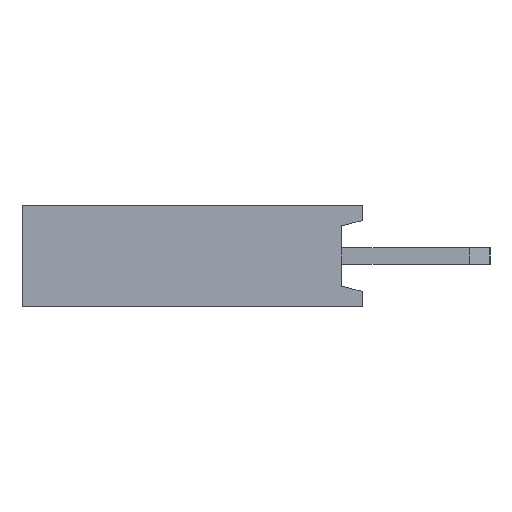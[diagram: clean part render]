
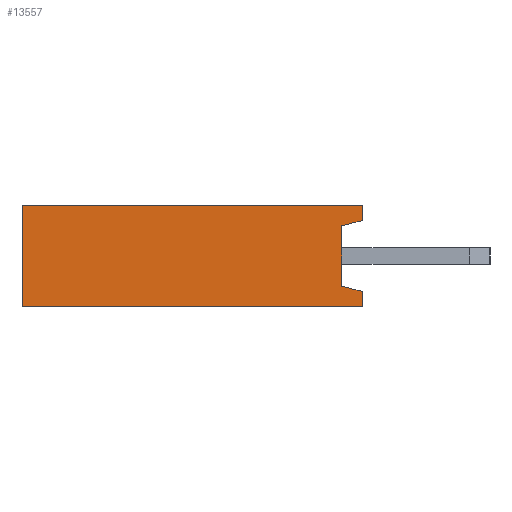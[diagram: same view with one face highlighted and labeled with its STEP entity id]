
A CAD part, left-side view. The second image highlights one B-rep face of the part: STEP entity #13557.
In plain terms, the highlighted planar face has unit normal (-1, 0, 0).
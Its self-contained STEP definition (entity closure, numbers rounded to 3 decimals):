
#159 = VERTEX_POINT ( 'NONE', #6741 ) ;
#320 = CARTESIAN_POINT ( 'NONE',  ( -30.734, 0.508, 0.753 ) ) ;
#389 = CARTESIAN_POINT ( 'NONE',  ( -30.734, 0.508, -0.753 ) ) ;
#730 = VERTEX_POINT ( 'NONE', #2238 ) ;
#871 = VECTOR ( 'NONE', #6043, 1000. ) ;
#981 = EDGE_LOOP ( 'NONE', ( #8345, #8557, #8413, #2853, #2337, #11339, #10081, #4926 ) ) ;
#1186 = EDGE_CURVE ( 'NONE', #730, #3998, #10046, .T. ) ;
#1256 = EDGE_CURVE ( 'NONE', #2360, #4509, #10981, .T. ) ;
#1360 = DIRECTION ( 'NONE',  ( 0., -1., 0. ) ) ;
#1586 = CARTESIAN_POINT ( 'NONE',  ( -30.734, 0., 1.27 ) ) ;
#1771 = VECTOR ( 'NONE', #1360, 1000. ) ;
#2238 = CARTESIAN_POINT ( 'NONE',  ( -30.734, 0., 1.27 ) ) ;
#2337 = ORIENTED_EDGE ( 'NONE', *, *, #1256, .T. ) ;
#2360 = VERTEX_POINT ( 'NONE', #3021 ) ;
#2599 = CARTESIAN_POINT ( 'NONE',  ( -30.734, 0., -1.27 ) ) ;
#2718 = CARTESIAN_POINT ( 'NONE',  ( -30.734, 0.508, 0.753 ) ) ;
#2853 = ORIENTED_EDGE ( 'NONE', *, *, #11163, .T. ) ;
#2978 = EDGE_CURVE ( 'NONE', #10827, #12101, #6727, .T. ) ;
#3021 = CARTESIAN_POINT ( 'NONE',  ( -30.734, 0.508, -0.753 ) ) ;
#3698 = DIRECTION ( 'NONE',  ( 0., 1., 0. ) ) ;
#3906 = FACE_OUTER_BOUND ( 'NONE', #981, .T. ) ;
#3998 = VERTEX_POINT ( 'NONE', #10888 ) ;
#4099 = LINE ( 'NONE', #13624, #5577 ) ;
#4393 = LINE ( 'NONE', #13207, #9149 ) ;
#4509 = VERTEX_POINT ( 'NONE', #320 ) ;
#4926 = ORIENTED_EDGE ( 'NONE', *, *, #1186, .T. ) ;
#5128 = VECTOR ( 'NONE', #3698, 1000. ) ;
#5577 = VECTOR ( 'NONE', #12572, 1000. ) ;
#6043 = DIRECTION ( 'NONE',  ( 0., -0.966, 0.259 ) ) ;
#6727 = LINE ( 'NONE', #11040, #1771 ) ;
#6741 = CARTESIAN_POINT ( 'NONE',  ( -30.734, 0., 0.889 ) ) ;
#6871 = DIRECTION ( 'NONE',  ( -1., 0., 0. ) ) ;
#7390 = DIRECTION ( 'NONE',  ( 0., 0., 1. ) ) ;
#7635 = DIRECTION ( 'NONE',  ( 0., 0.966, 0.259 ) ) ;
#7702 = DIRECTION ( 'NONE',  ( 0., 0., 1. ) ) ;
#7854 = EDGE_CURVE ( 'NONE', #12101, #13052, #11155, .T. ) ;
#8345 = ORIENTED_EDGE ( 'NONE', *, *, #11379, .T. ) ;
#8375 = LINE ( 'NONE', #8440, #8825 ) ;
#8413 = ORIENTED_EDGE ( 'NONE', *, *, #7854, .T. ) ;
#8440 = CARTESIAN_POINT ( 'NONE',  ( -30.734, 0., 0.889 ) ) ;
#8468 = EDGE_CURVE ( 'NONE', #159, #730, #8375, .T. ) ;
#8557 = ORIENTED_EDGE ( 'NONE', *, *, #2978, .T. ) ;
#8825 = VECTOR ( 'NONE', #7390, 1000. ) ;
#8986 = DIRECTION ( 'NONE',  ( 0., 0., 1. ) ) ;
#9149 = VECTOR ( 'NONE', #7635, 1000. ) ;
#9888 = AXIS2_PLACEMENT_3D ( 'NONE', #12522, #6871, #11176 ) ;
#10046 = LINE ( 'NONE', #1586, #5128 ) ;
#10081 = ORIENTED_EDGE ( 'NONE', *, *, #8468, .T. ) ;
#10089 = CARTESIAN_POINT ( 'NONE',  ( -30.734, 0., -1.27 ) ) ;
#10827 = VERTEX_POINT ( 'NONE', #12307 ) ;
#10888 = CARTESIAN_POINT ( 'NONE',  ( -30.734, 8.509, 1.27 ) ) ;
#10981 = LINE ( 'NONE', #389, #13235 ) ;
#11040 = CARTESIAN_POINT ( 'NONE',  ( -30.734, 8.509, -1.27 ) ) ;
#11155 = LINE ( 'NONE', #2599, #13340 ) ;
#11163 = EDGE_CURVE ( 'NONE', #13052, #2360, #4393, .T. ) ;
#11176 = DIRECTION ( 'NONE',  ( 0., 0., 1. ) ) ;
#11339 = ORIENTED_EDGE ( 'NONE', *, *, #13075, .T. ) ;
#11379 = EDGE_CURVE ( 'NONE', #3998, #10827, #4099, .T. ) ;
#11473 = LINE ( 'NONE', #2718, #871 ) ;
#12101 = VERTEX_POINT ( 'NONE', #10089 ) ;
#12307 = CARTESIAN_POINT ( 'NONE',  ( -30.734, 8.509, -1.27 ) ) ;
#12308 = PLANE ( 'NONE',  #9888 ) ;
#12522 = CARTESIAN_POINT ( 'NONE',  ( -30.734, 0., 0. ) ) ;
#12572 = DIRECTION ( 'NONE',  ( 0., 0., -1. ) ) ;
#13052 = VERTEX_POINT ( 'NONE', #13116 ) ;
#13075 = EDGE_CURVE ( 'NONE', #4509, #159, #11473, .T. ) ;
#13116 = CARTESIAN_POINT ( 'NONE',  ( -30.734, 0., -0.889 ) ) ;
#13207 = CARTESIAN_POINT ( 'NONE',  ( -30.734, 0., -0.889 ) ) ;
#13235 = VECTOR ( 'NONE', #8986, 1000. ) ;
#13340 = VECTOR ( 'NONE', #7702, 1000. ) ;
#13557 = ADVANCED_FACE ( 'NONE', ( #3906 ), #12308, .T. ) ;
#13624 = CARTESIAN_POINT ( 'NONE',  ( -30.734, 8.509, 1.27 ) ) ;
